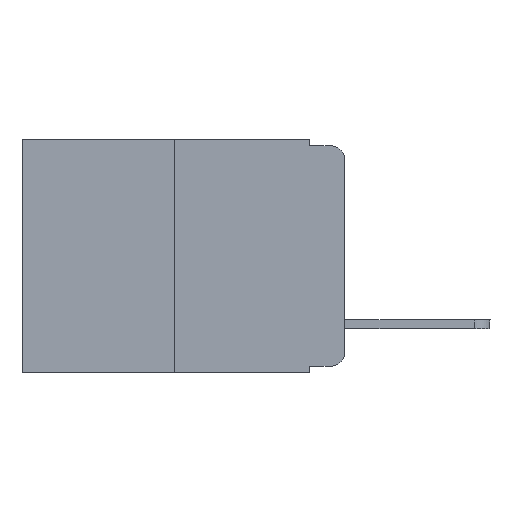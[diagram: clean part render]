
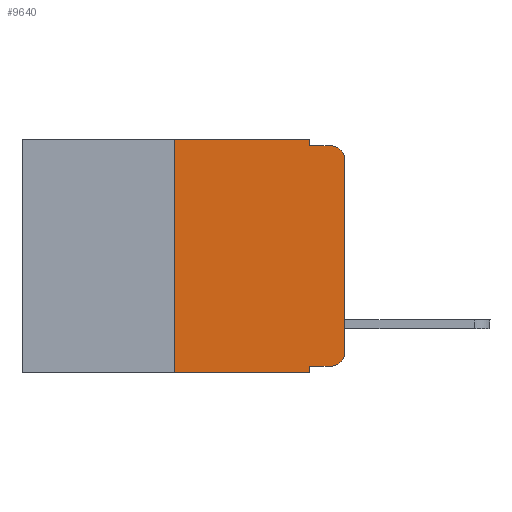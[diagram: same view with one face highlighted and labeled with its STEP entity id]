
A CAD part, left-side view. The second image highlights one B-rep face of the part: STEP entity #9640.
In plain terms, the highlighted planar face has unit normal (-1, 0, 0).
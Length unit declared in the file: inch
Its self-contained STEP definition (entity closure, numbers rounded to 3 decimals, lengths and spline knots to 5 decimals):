
#297 = VERTEX_POINT ( 'NONE', #9248 ) ;
#357 = DIRECTION ( 'NONE',  ( -1., 0., 0. ) ) ;
#538 = VECTOR ( 'NONE', #5346, 39.37008 ) ;
#775 = AXIS2_PLACEMENT_3D ( 'NONE', #9994, #8076, #1753 ) ;
#799 = EDGE_LOOP ( 'NONE', ( #1668, #3392, #7025, #7341, #6033, #8219, #12426, #4675, #8454, #13109 ) ) ;
#1319 = CARTESIAN_POINT ( 'NONE',  ( 0., 0.051, 0. ) ) ;
#1473 = EDGE_CURVE ( 'NONE', #4497, #10284, #7344, .T. ) ;
#1493 = CARTESIAN_POINT ( 'NONE',  ( 0., 0.02, -0.03 ) ) ;
#1668 = ORIENTED_EDGE ( 'NONE', *, *, #10695, .T. ) ;
#1753 = DIRECTION ( 'NONE',  ( 0., 0., -1. ) ) ;
#1850 = CARTESIAN_POINT ( 'NONE',  ( 0., 0., -0.03 ) ) ;
#2006 = VERTEX_POINT ( 'NONE', #8082 ) ;
#2024 = FACE_OUTER_BOUND ( 'NONE', #799, .T. ) ;
#2057 = DIRECTION ( 'NONE',  ( -1., 0., 0. ) ) ;
#2078 = LINE ( 'NONE', #5970, #7373 ) ;
#2152 = DIRECTION ( 'NONE',  ( 0., 0., -1. ) ) ;
#2331 = VECTOR ( 'NONE', #7856, 39.37008 ) ;
#3010 = DIRECTION ( 'NONE',  ( 0., -1., 0. ) ) ;
#3120 = EDGE_CURVE ( 'NONE', #2006, #10284, #10775, .T. ) ;
#3193 = VECTOR ( 'NONE', #9787, 39.37008 ) ;
#3298 = LINE ( 'NONE', #10969, #4790 ) ;
#3392 = ORIENTED_EDGE ( 'NONE', *, *, #4079, .T. ) ;
#3507 = CARTESIAN_POINT ( 'NONE',  ( 0., 0.051, 0. ) ) ;
#3998 = CARTESIAN_POINT ( 'NONE',  ( 0., 0.051, -0.343 ) ) ;
#4079 = EDGE_CURVE ( 'NONE', #10943, #8963, #7426, .T. ) ;
#4174 = CARTESIAN_POINT ( 'NONE',  ( 0., 0.051, -0.01 ) ) ;
#4497 = VERTEX_POINT ( 'NONE', #11263 ) ;
#4620 = EDGE_CURVE ( 'NONE', #10306, #8963, #6419, .T. ) ;
#4675 = ORIENTED_EDGE ( 'NONE', *, *, #3120, .F. ) ;
#4790 = VECTOR ( 'NONE', #13048, 39.37008 ) ;
#4857 = DIRECTION ( 'NONE',  ( 0., -1., 0. ) ) ;
#4873 = VERTEX_POINT ( 'NONE', #9035 ) ;
#4957 = CARTESIAN_POINT ( 'NONE',  ( 0., 0.051, -0.01 ) ) ;
#5346 = DIRECTION ( 'NONE',  ( 0., -1., 0. ) ) ;
#5453 = AXIS2_PLACEMENT_3D ( 'NONE', #9615, #2057, #2152 ) ;
#5773 = EDGE_CURVE ( 'NONE', #4497, #4873, #12520, .T. ) ;
#5970 = CARTESIAN_POINT ( 'NONE',  ( 0., 0.473, 0. ) ) ;
#6011 = VECTOR ( 'NONE', #3010, 39.37008 ) ;
#6033 = ORIENTED_EDGE ( 'NONE', *, *, #6042, .F. ) ;
#6042 = EDGE_CURVE ( 'NONE', #4873, #6865, #2078, .T. ) ;
#6419 = LINE ( 'NONE', #4174, #13040 ) ;
#6865 = VERTEX_POINT ( 'NONE', #9482 ) ;
#7025 = ORIENTED_EDGE ( 'NONE', *, *, #4620, .F. ) ;
#7341 = ORIENTED_EDGE ( 'NONE', *, *, #8885, .F. ) ;
#7344 = LINE ( 'NONE', #13523, #6011 ) ;
#7373 = VECTOR ( 'NONE', #4857, 39.37008 ) ;
#7426 = CIRCLE ( 'NONE', #11510, 0.02 ) ;
#7497 = LINE ( 'NONE', #1319, #3193 ) ;
#7856 = DIRECTION ( 'NONE',  ( 0., 0., -1. ) ) ;
#8076 = DIRECTION ( 'NONE',  ( 1., 0., 0. ) ) ;
#8082 = CARTESIAN_POINT ( 'NONE',  ( 0., 0.051, -0.333 ) ) ;
#8219 = ORIENTED_EDGE ( 'NONE', *, *, #5773, .F. ) ;
#8454 = ORIENTED_EDGE ( 'NONE', *, *, #11153, .T. ) ;
#8885 = EDGE_CURVE ( 'NONE', #6865, #10306, #7497, .T. ) ;
#8963 = VERTEX_POINT ( 'NONE', #10150 ) ;
#9035 = CARTESIAN_POINT ( 'NONE',  ( 0., 0.25, 0. ) ) ;
#9248 = CARTESIAN_POINT ( 'NONE',  ( 0., 0.02, -0.333 ) ) ;
#9369 = CARTESIAN_POINT ( 'NONE',  ( 0., 0., -0.313 ) ) ;
#9385 = VECTOR ( 'NONE', #10587, 39.37008 ) ;
#9482 = CARTESIAN_POINT ( 'NONE',  ( 0., 0.051, 0. ) ) ;
#9615 = CARTESIAN_POINT ( 'NONE',  ( 0., 0.02, -0.313 ) ) ;
#9640 = ADVANCED_FACE ( 'NONE', ( #2024 ), #12198, .F. ) ;
#9784 = DIRECTION ( 'NONE',  ( 0., 0., -1. ) ) ;
#9787 = DIRECTION ( 'NONE',  ( 0., 0., -1. ) ) ;
#9994 = CARTESIAN_POINT ( 'NONE',  ( 0., 0.473, 0. ) ) ;
#10150 = CARTESIAN_POINT ( 'NONE',  ( 0., 0.02, -0.01 ) ) ;
#10284 = VERTEX_POINT ( 'NONE', #3998 ) ;
#10306 = VERTEX_POINT ( 'NONE', #4957 ) ;
#10582 = CIRCLE ( 'NONE', #5453, 0.02 ) ;
#10587 = DIRECTION ( 'NONE',  ( 0., 0., 1. ) ) ;
#10695 = EDGE_CURVE ( 'NONE', #11011, #10943, #3298, .T. ) ;
#10775 = LINE ( 'NONE', #3507, #2331 ) ;
#10943 = VERTEX_POINT ( 'NONE', #1850 ) ;
#10969 = CARTESIAN_POINT ( 'NONE',  ( 0., 0., 0. ) ) ;
#11011 = VERTEX_POINT ( 'NONE', #9369 ) ;
#11101 = CARTESIAN_POINT ( 'NONE',  ( 0., 0.25, 0. ) ) ;
#11153 = EDGE_CURVE ( 'NONE', #2006, #297, #13397, .T. ) ;
#11263 = CARTESIAN_POINT ( 'NONE',  ( 0., 0.25, -0.343 ) ) ;
#11510 = AXIS2_PLACEMENT_3D ( 'NONE', #1493, #357, #9784 ) ;
#12017 = EDGE_CURVE ( 'NONE', #297, #11011, #10582, .T. ) ;
#12198 = PLANE ( 'NONE',  #775 ) ;
#12426 = ORIENTED_EDGE ( 'NONE', *, *, #1473, .T. ) ;
#12520 = LINE ( 'NONE', #11101, #9385 ) ;
#12600 = DIRECTION ( 'NONE',  ( 0., -1., 0. ) ) ;
#12720 = CARTESIAN_POINT ( 'NONE',  ( 0., 0.051, -0.333 ) ) ;
#13040 = VECTOR ( 'NONE', #12600, 39.37008 ) ;
#13048 = DIRECTION ( 'NONE',  ( 0., 0., 1. ) ) ;
#13109 = ORIENTED_EDGE ( 'NONE', *, *, #12017, .T. ) ;
#13397 = LINE ( 'NONE', #12720, #538 ) ;
#13523 = CARTESIAN_POINT ( 'NONE',  ( 0., 0.473, -0.343 ) ) ;
